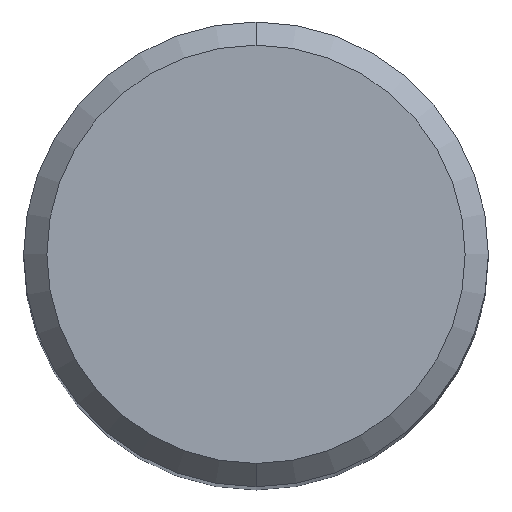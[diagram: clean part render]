
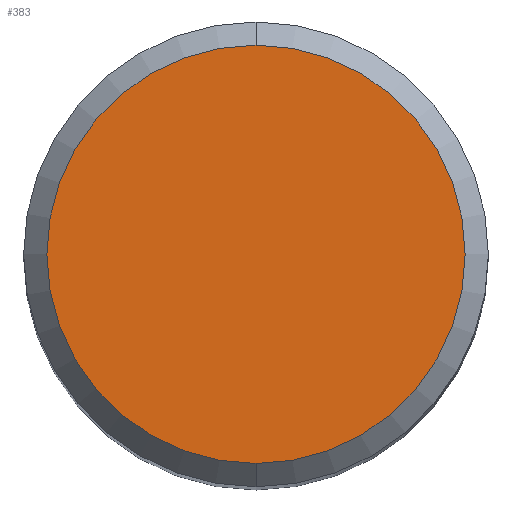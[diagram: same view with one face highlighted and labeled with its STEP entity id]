
A CAD part, top view. The second image highlights one B-rep face of the part: STEP entity #383.
In plain terms, the highlighted planar face has unit normal (0, 0, 1).
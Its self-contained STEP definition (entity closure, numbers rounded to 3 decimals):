
#247=VERTEX_POINT('',#560);
#249=EDGE_CURVE('',#247,#275,#562,.T.);
#275=VERTEX_POINT('',#591);
#317=EDGE_CURVE('',#275,#247,#636,.T.);
#383=ADVANCED_FACE('',(#708),#709,.T.);
#560=CARTESIAN_POINT('',(0.0,7.2,0.0));
#562=CIRCLE('',#1024,7.2);
#591=CARTESIAN_POINT('',(0.,-7.2,0.0));
#636=CIRCLE('',#1189,7.2);
#708=FACE_OUTER_BOUND('',#1328,.T.);
#709=PLANE('',#1329);
#1024=AXIS2_PLACEMENT_3D('',#1573,#1574,#1575);
#1189=AXIS2_PLACEMENT_3D('',#1655,#1656,#1657);
#1328=EDGE_LOOP('',(#1749,#1750));
#1329=AXIS2_PLACEMENT_3D('',#1751,#1752,#1753);
#1573=CARTESIAN_POINT('',(0.0,0.0,0.0));
#1574=DIRECTION('',(0.0,0.0,-1.0));
#1575=DIRECTION('',(0.0,1.0,0.0));
#1655=CARTESIAN_POINT('',(0.0,0.0,0.0));
#1656=DIRECTION('',(0.0,0.0,-1.0));
#1657=DIRECTION('',(0.0,1.0,0.0));
#1749=ORIENTED_EDGE('',*,*,#249,.F.);
#1750=ORIENTED_EDGE('',*,*,#317,.F.);
#1751=CARTESIAN_POINT('',(0.0,3.6,0.0));
#1752=DIRECTION('',(-0.0,0.0,1.0));
#1753=DIRECTION('',(0.0,-1.0,0.0));
